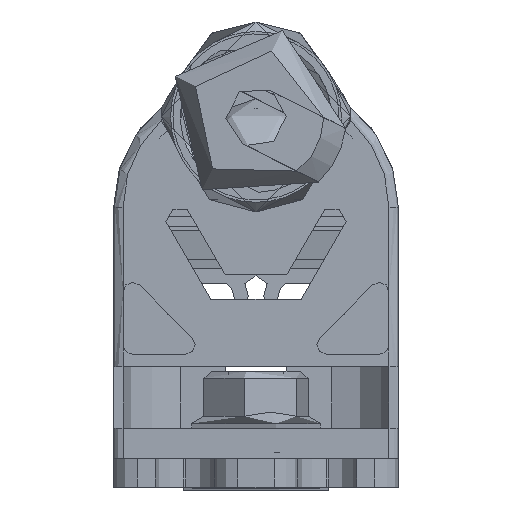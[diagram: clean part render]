
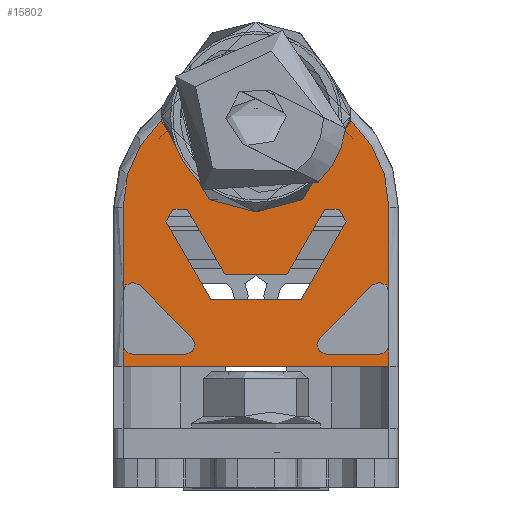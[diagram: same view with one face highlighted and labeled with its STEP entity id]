
A CAD part, front view. The second image highlights one B-rep face of the part: STEP entity #15802.
In plain terms, the highlighted face is planar.
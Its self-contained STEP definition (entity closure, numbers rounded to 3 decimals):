
#769=LINE('',#22044,#2719);
#771=LINE('',#22047,#2721);
#785=LINE('',#22090,#2735);
#788=LINE('',#22100,#2738);
#789=LINE('',#22104,#2739);
#790=LINE('',#22111,#2740);
#791=LINE('',#22115,#2741);
#792=LINE('',#22119,#2742);
#793=LINE('',#22122,#2743);
#2719=VECTOR('',#17867,8.91);
#2721=VECTOR('',#17869,2.3);
#2735=VECTOR('',#17893,28.);
#2738=VECTOR('',#17902,5.59);
#2739=VECTOR('',#17905,7.905);
#2740=VECTOR('',#17912,8.91);
#2741=VECTOR('',#17915,7.905);
#2742=VECTOR('',#17918,5.59);
#2743=VECTOR('',#17921,2.3);
#4727=FACE_BOUND('',#6580,.T.);
#4899=PLANE('',#16721);
#5691=FACE_OUTER_BOUND('',#6579,.T.);
#6579=EDGE_LOOP('',(#11532,#11533,#11534,#11535,#11536,#11537,#11538,#11539,
#11540,#11541,#11542,#11543,#11544,#11545,#11546,#11547,#11548,#11549));
#6580=EDGE_LOOP('',(#11550,#11551,#11552,#11553));
#7635=CIRCLE('',#16716,12.5);
#7638=CIRCLE('',#16722,1.);
#7639=CIRCLE('',#16723,1.);
#7640=CIRCLE('',#16724,1.);
#7641=CIRCLE('',#16725,10.);
#7642=CIRCLE('',#16726,12.5);
#7643=CIRCLE('',#16727,1.);
#7644=CIRCLE('',#16728,1.);
#7645=CIRCLE('',#16729,1.);
#7646=CIRCLE('',#16730,1.5);
#7647=CIRCLE('',#16731,6.5);
#7648=CIRCLE('',#16732,1.5);
#7649=CIRCLE('',#16733,9.5);
#7855=VERTEX_POINT('',#22036);
#7858=VERTEX_POINT('',#22041);
#7859=VERTEX_POINT('',#22043);
#7860=VERTEX_POINT('',#22045);
#7862=VERTEX_POINT('',#22050);
#7872=VERTEX_POINT('',#22089);
#7875=VERTEX_POINT('',#22097);
#7876=VERTEX_POINT('',#22099);
#7877=VERTEX_POINT('',#22101);
#7878=VERTEX_POINT('',#22103);
#7879=VERTEX_POINT('',#22106);
#7880=VERTEX_POINT('',#22108);
#7881=VERTEX_POINT('',#22110);
#7882=VERTEX_POINT('',#22112);
#7883=VERTEX_POINT('',#22114);
#7884=VERTEX_POINT('',#22116);
#7885=VERTEX_POINT('',#22118);
#7886=VERTEX_POINT('',#22120);
#7887=VERTEX_POINT('',#22123);
#7888=VERTEX_POINT('',#22124);
#7889=VERTEX_POINT('',#22126);
#7890=VERTEX_POINT('',#22128);
#9319=EDGE_CURVE('',#7858,#7859,#769,.T.);
#9321=EDGE_CURVE('',#7860,#7855,#771,.T.);
#9323=EDGE_CURVE('',#7862,#7858,#7635,.T.);
#9338=EDGE_CURVE('',#7872,#7855,#785,.T.);
#9342=EDGE_CURVE('',#7860,#7875,#7638,.T.);
#9343=EDGE_CURVE('',#7875,#7876,#788,.T.);
#9344=EDGE_CURVE('',#7876,#7877,#7639,.T.);
#9345=EDGE_CURVE('',#7877,#7878,#789,.T.);
#9346=EDGE_CURVE('',#7878,#7859,#7640,.T.);
#9347=EDGE_CURVE('',#7862,#7879,#7641,.T.);
#9348=EDGE_CURVE('',#7880,#7879,#7642,.T.);
#9349=EDGE_CURVE('',#7881,#7880,#790,.T.);
#9350=EDGE_CURVE('',#7881,#7882,#7643,.T.);
#9351=EDGE_CURVE('',#7882,#7883,#791,.T.);
#9352=EDGE_CURVE('',#7883,#7884,#7644,.T.);
#9353=EDGE_CURVE('',#7884,#7885,#792,.T.);
#9354=EDGE_CURVE('',#7885,#7886,#7645,.T.);
#9355=EDGE_CURVE('',#7872,#7886,#793,.T.);
#9356=EDGE_CURVE('',#7887,#7888,#7646,.T.);
#9357=EDGE_CURVE('',#7888,#7889,#7647,.T.);
#9358=EDGE_CURVE('',#7889,#7890,#7648,.T.);
#9359=EDGE_CURVE('',#7890,#7887,#7649,.T.);
#11532=ORIENTED_EDGE('',*,*,#9321,.F.);
#11533=ORIENTED_EDGE('',*,*,#9342,.T.);
#11534=ORIENTED_EDGE('',*,*,#9343,.T.);
#11535=ORIENTED_EDGE('',*,*,#9344,.T.);
#11536=ORIENTED_EDGE('',*,*,#9345,.T.);
#11537=ORIENTED_EDGE('',*,*,#9346,.T.);
#11538=ORIENTED_EDGE('',*,*,#9319,.F.);
#11539=ORIENTED_EDGE('',*,*,#9323,.F.);
#11540=ORIENTED_EDGE('',*,*,#9347,.T.);
#11541=ORIENTED_EDGE('',*,*,#9348,.F.);
#11542=ORIENTED_EDGE('',*,*,#9349,.F.);
#11543=ORIENTED_EDGE('',*,*,#9350,.T.);
#11544=ORIENTED_EDGE('',*,*,#9351,.T.);
#11545=ORIENTED_EDGE('',*,*,#9352,.T.);
#11546=ORIENTED_EDGE('',*,*,#9353,.T.);
#11547=ORIENTED_EDGE('',*,*,#9354,.T.);
#11548=ORIENTED_EDGE('',*,*,#9355,.F.);
#11549=ORIENTED_EDGE('',*,*,#9338,.T.);
#11550=ORIENTED_EDGE('',*,*,#9356,.T.);
#11551=ORIENTED_EDGE('',*,*,#9357,.T.);
#11552=ORIENTED_EDGE('',*,*,#9358,.T.);
#11553=ORIENTED_EDGE('',*,*,#9359,.T.);
#15802=ADVANCED_FACE('',(#5691,#4727),#4899,.T.);
#16716=AXIS2_PLACEMENT_3D('',#22063,#17872,#17873);
#16721=AXIS2_PLACEMENT_3D('',#22096,#17898,#17899);
#16722=AXIS2_PLACEMENT_3D('',#22098,#17900,#17901);
#16723=AXIS2_PLACEMENT_3D('',#22102,#17903,#17904);
#16724=AXIS2_PLACEMENT_3D('',#22105,#17906,#17907);
#16725=AXIS2_PLACEMENT_3D('',#22107,#17908,#17909);
#16726=AXIS2_PLACEMENT_3D('',#22109,#17910,#17911);
#16727=AXIS2_PLACEMENT_3D('',#22113,#17913,#17914);
#16728=AXIS2_PLACEMENT_3D('',#22117,#17916,#17917);
#16729=AXIS2_PLACEMENT_3D('',#22121,#17919,#17920);
#16730=AXIS2_PLACEMENT_3D('',#22125,#17922,#17923);
#16731=AXIS2_PLACEMENT_3D('',#22127,#17924,#17925);
#16732=AXIS2_PLACEMENT_3D('',#22129,#17926,#17927);
#16733=AXIS2_PLACEMENT_3D('',#22130,#17928,#17929);
#17867=DIRECTION('',(0.,-1.,0.));
#17869=DIRECTION('',(0.,-1.,0.));
#17872=DIRECTION('center_axis',(0.,0.,-1.));
#17873=DIRECTION('ref_axis',(0.902,0.433,0.));
#17893=DIRECTION('',(1.,0.,0.));
#17898=DIRECTION('center_axis',(0.,0.,1.));
#17899=DIRECTION('ref_axis',(1.,0.,0.));
#17900=DIRECTION('center_axis',(0.,0.,-1.));
#17901=DIRECTION('ref_axis',(0.,-1.,0.));
#17902=DIRECTION('',(-1.,0.,0.));
#17903=DIRECTION('center_axis',(0.,0.,-1.));
#17904=DIRECTION('ref_axis',(-0.707,0.707,0.));
#17905=DIRECTION('',(0.707,0.707,0.));
#17906=DIRECTION('center_axis',(0.,0.,-1.));
#17907=DIRECTION('ref_axis',(1.,0.,0.));
#17908=DIRECTION('center_axis',(0.,0.,-1.));
#17909=DIRECTION('ref_axis',(-1.,0.,0.));
#17910=DIRECTION('center_axis',(0.,0.,-1.));
#17911=DIRECTION('ref_axis',(-0.902,0.433,0.));
#17912=DIRECTION('',(0.,1.,0.));
#17913=DIRECTION('center_axis',(0.,0.,-1.));
#17914=DIRECTION('ref_axis',(-0.707,-0.707,0.));
#17915=DIRECTION('',(0.707,-0.707,0.));
#17916=DIRECTION('center_axis',(0.,0.,-1.));
#17917=DIRECTION('ref_axis',(0.,1.,0.));
#17918=DIRECTION('',(-1.,0.,0.));
#17919=DIRECTION('center_axis',(0.,0.,-1.));
#17920=DIRECTION('ref_axis',(1.,0.,0.));
#17921=DIRECTION('',(0.,1.,0.));
#17922=DIRECTION('center_axis',(0.,0.,-1.));
#17923=DIRECTION('ref_axis',(-1.,0.,0.));
#17924=DIRECTION('center_axis',(0.,0.,1.));
#17925=DIRECTION('ref_axis',(-1.,0.,0.));
#17926=DIRECTION('center_axis',(0.,0.,-1.));
#17927=DIRECTION('ref_axis',(-1.,0.,0.));
#17928=DIRECTION('center_axis',(0.,0.,-1.));
#17929=DIRECTION('ref_axis',(1.,0.,0.));
#22036=CARTESIAN_POINT('',(14.,-15.3,20.));
#22041=CARTESIAN_POINT('',(14.,1.5,20.));
#22043=CARTESIAN_POINT('',(14.,-7.41,20.));
#22044=CARTESIAN_POINT('',(14.,-8.5,20.));
#22045=CARTESIAN_POINT('',(14.,-13.,20.));
#22047=CARTESIAN_POINT('',(14.,-8.5,20.));
#22050=CARTESIAN_POINT('',(9.995,10.67,20.));
#22063=CARTESIAN_POINT('Origin',(1.5,1.5,20.));
#22089=CARTESIAN_POINT('',(-14.,-15.3,20.));
#22090=CARTESIAN_POINT('',(0.,-15.3,20.));
#22096=CARTESIAN_POINT('Origin',(0.,11.,
20.));
#22097=CARTESIAN_POINT('',(13.,-14.,20.));
#22098=CARTESIAN_POINT('Origin',(13.,-13.,20.));
#22099=CARTESIAN_POINT('',(7.41,-14.,20.));
#22100=CARTESIAN_POINT('',(6.5,-14.,20.));
#22101=CARTESIAN_POINT('',(6.703,-12.293,20.));
#22102=CARTESIAN_POINT('Origin',(7.41,-13.,20.));
#22103=CARTESIAN_POINT('',(12.293,-6.703,20.));
#22104=CARTESIAN_POINT('',(10.85,-8.145,20.));
#22105=CARTESIAN_POINT('Origin',(13.,-7.41,20.));
#22106=CARTESIAN_POINT('',(-9.995,10.67,20.));
#22107=CARTESIAN_POINT('Origin',(0.,11.,20.));
#22108=CARTESIAN_POINT('',(-14.,1.5,20.));
#22109=CARTESIAN_POINT('Origin',(-1.5,1.5,20.));
#22110=CARTESIAN_POINT('',(-14.,-7.41,20.));
#22111=CARTESIAN_POINT('',(-14.,6.25,20.));
#22112=CARTESIAN_POINT('',(-12.293,-6.703,20.));
#22113=CARTESIAN_POINT('Origin',(-13.,-7.41,20.));
#22114=CARTESIAN_POINT('',(-6.703,-12.293,20.));
#22115=CARTESIAN_POINT('',(-13.645,-5.35,20.));
#22116=CARTESIAN_POINT('',(-7.41,-14.,20.));
#22117=CARTESIAN_POINT('Origin',(-7.41,-13.,20.));
#22118=CARTESIAN_POINT('',(-13.,-14.,20.));
#22119=CARTESIAN_POINT('',(-3.705,-14.,20.));
#22120=CARTESIAN_POINT('',(-14.,-13.,20.));
#22121=CARTESIAN_POINT('Origin',(-13.,-13.,20.));
#22122=CARTESIAN_POINT('',(-14.,6.25,20.));
#22123=CARTESIAN_POINT('',(-9.5,0.,20.));
#22124=CARTESIAN_POINT('',(-6.5,0.,20.));
#22125=CARTESIAN_POINT('Origin',(-8.,0.,20.));
#22126=CARTESIAN_POINT('',(6.5,0.,20.));
#22127=CARTESIAN_POINT('Origin',(0.,0.,20.));
#22128=CARTESIAN_POINT('',(9.5,0.,20.));
#22129=CARTESIAN_POINT('Origin',(8.,0.,20.));
#22130=CARTESIAN_POINT('Origin',(0.,0.,20.));
